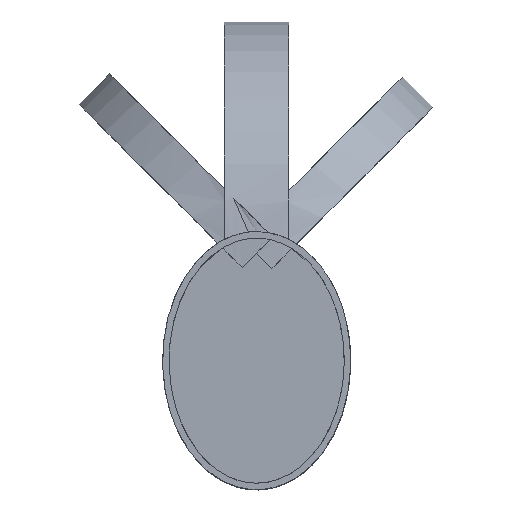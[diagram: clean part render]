
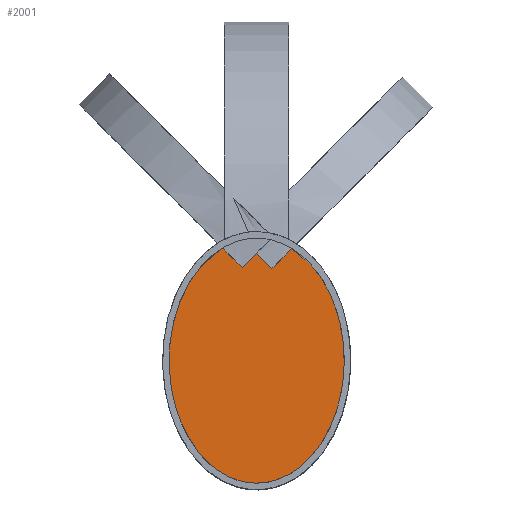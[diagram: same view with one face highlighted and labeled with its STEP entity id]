
A CAD part, left-side view. The second image highlights one B-rep face of the part: STEP entity #2001.
In plain terms, the highlighted planar face has unit normal (-1, 0, 0).
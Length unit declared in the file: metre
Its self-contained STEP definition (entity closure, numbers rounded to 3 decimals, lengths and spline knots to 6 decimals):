
#31=B_SPLINE_CURVE_WITH_KNOTS('',3,(#3459,#3460,#3461,#3462,#3463,#3464,
#3465,#3466,#3467,#3468,#3469,#3470,#3471,#3472,#3473,#3474,#3475,#3476,
#3477,#3478,#3479,#3480,#3481,#3482,#3483,#3484,#3485,#3486,#3487,#3488,
#3489,#3490,#3491,#3492,#3493,#3494,#3495,#3496,#3497,#3498,#3499,#3500,
#3501,#3502),.UNSPECIFIED.,.F.,.F.,(4,1,1,1,1,1,1,1,1,1,1,1,1,1,1,1,1,1,
1,1,1,1,1,1,1,1,1,1,1,1,1,1,1,1,1,1,1,1,1,1,1,4),(0.004296,0.011816,
0.015575,0.019335,0.026854,0.030614,
0.034373,0.041892,0.049412,0.056931,
0.06445,0.071969,0.079488,0.087008,
0.090767,0.094527,0.098286,0.102046,
0.105806,0.109565,0.117084,0.120844,
0.124604,0.128363,0.132123,0.139642,
0.143402,0.147161,0.15468,0.1622,
0.169719,0.177238,0.184757,0.192276,
0.199796,0.207315,0.214834,0.222353,0.226113,
0.229872,0.237392,0.244911),.UNSPECIFIED.);
#431=ORIENTED_EDGE('',*,*,#947,.T.);
#432=ORIENTED_EDGE('',*,*,#948,.T.);
#433=ORIENTED_EDGE('',*,*,#906,.T.);
#434=ORIENTED_EDGE('',*,*,#949,.F.);
#435=ORIENTED_EDGE('',*,*,#898,.F.);
#898=EDGE_CURVE('',#1178,#1179,#31,.T.);
#906=EDGE_CURVE('',#1183,#1185,#1333,.T.);
#947=EDGE_CURVE('',#1178,#1211,#1354,.T.);
#948=EDGE_CURVE('',#1211,#1183,#1355,.T.);
#949=EDGE_CURVE('',#1179,#1185,#1356,.T.);
#1178=VERTEX_POINT('',#3458);
#1179=VERTEX_POINT('',#3503);
#1183=VERTEX_POINT('',#3518);
#1185=VERTEX_POINT('',#3523);
#1211=VERTEX_POINT('',#3667);
#1333=LINE('',#3524,#1511);
#1354=LINE('',#3666,#1532);
#1355=LINE('',#3668,#1533);
#1356=LINE('',#3669,#1534);
#1511=VECTOR('',#2522,1.);
#1532=VECTOR('',#2591,1.);
#1533=VECTOR('',#2592,1.);
#1534=VECTOR('',#2593,1.);
#1674=EDGE_LOOP('',(#431,#432,#433,#434,#435));
#1803=FACE_BOUND('',#1674,.T.);
#1903=PLANE('',#2192);
#2001=ADVANCED_FACE('',(#1803),#1903,.F.);
#2192=AXIS2_PLACEMENT_3D('',#3665,#2589,#2590);
#2522=DIRECTION('',(0.,0.707,-0.707));
#2589=DIRECTION('',(1.,0.,0.));
#2590=DIRECTION('',(0.,1.,0.));
#2591=DIRECTION('',(0.,0.707,-0.707));
#2592=DIRECTION('',(0.,0.707,0.707));
#2593=DIRECTION('',(0.,-0.707,-0.707));
#3458=CARTESIAN_POINT('',(-0.083705,-0.0144,0.001955));
#3459=CARTESIAN_POINT('',(-0.083705,-0.0144,0.001955));
#3460=CARTESIAN_POINT('',(-0.083705,-0.016538,0.000637));
#3461=CARTESIAN_POINT('',(-0.083705,-0.019494,-0.0017));
#3462=CARTESIAN_POINT('',(-0.083705,-0.02299,-0.005425));
#3463=CARTESIAN_POINT('',(-0.083705,-0.026087,-0.009386));
#3464=CARTESIAN_POINT('',(-0.083705,-0.028689,-0.013699));
#3465=CARTESIAN_POINT('',(-0.083705,-0.030841,-0.018311));
#3466=CARTESIAN_POINT('',(-0.083705,-0.032659,-0.023));
#3467=CARTESIAN_POINT('',(-0.083705,-0.034372,-0.029017));
#3468=CARTESIAN_POINT('',(-0.083705,-0.035602,-0.036516));
#3469=CARTESIAN_POINT('',(-0.083705,-0.035994,-0.044078));
#3470=CARTESIAN_POINT('',(-0.083705,-0.035581,-0.051577));
#3471=CARTESIAN_POINT('',(-0.083705,-0.034328,-0.059101));
#3472=CARTESIAN_POINT('',(-0.083705,-0.032235,-0.066343));
#3473=CARTESIAN_POINT('',(-0.083705,-0.029766,-0.07211));
#3474=CARTESIAN_POINT('',(-0.083705,-0.027275,-0.076554));
#3475=CARTESIAN_POINT('',(-0.083705,-0.025178,-0.079702));
#3476=CARTESIAN_POINT('',(-0.083705,-0.022838,-0.08266));
#3477=CARTESIAN_POINT('',(-0.083705,-0.020226,-0.085417));
#3478=CARTESIAN_POINT('',(-0.083705,-0.017331,-0.087917));
#3479=CARTESIAN_POINT('',(-0.083705,-0.013194,-0.090775));
#3480=CARTESIAN_POINT('',(-0.083705,-0.008501,-0.092893));
#3481=CARTESIAN_POINT('',(-0.083705,-0.00357,-0.093959));
#3482=CARTESIAN_POINT('',(-0.083705,0.000273,-0.094209));
#3483=CARTESIAN_POINT('',(-0.083705,0.004026,-0.093889));
#3484=CARTESIAN_POINT('',(-0.083705,0.009012,-0.092717));
#3485=CARTESIAN_POINT('',(-0.083705,0.013615,-0.090538));
#3486=CARTESIAN_POINT('',(-0.083705,0.017759,-0.08758));
#3487=CARTESIAN_POINT('',(-0.083705,0.021512,-0.084244));
#3488=CARTESIAN_POINT('',(-0.083705,0.025627,-0.079341));
#3489=CARTESIAN_POINT('',(-0.083705,0.029464,-0.072878));
#3490=CARTESIAN_POINT('',(-0.083705,0.032415,-0.065847));
#3491=CARTESIAN_POINT('',(-0.083705,0.034441,-0.058571));
#3492=CARTESIAN_POINT('',(-0.083705,0.035624,-0.051166));
#3493=CARTESIAN_POINT('',(-0.083705,0.035996,-0.043555));
#3494=CARTESIAN_POINT('',(-0.083705,0.035543,-0.036029));
#3495=CARTESIAN_POINT('',(-0.083705,0.034287,-0.028633));
#3496=CARTESIAN_POINT('',(-0.083705,0.032147,-0.021307));
#3497=CARTESIAN_POINT('',(-0.083705,0.029638,-0.015543));
#3498=CARTESIAN_POINT('',(-0.083705,0.027161,-0.011172));
#3499=CARTESIAN_POINT('',(-0.083705,0.024319,-0.006949));
#3500=CARTESIAN_POINT('',(-0.083705,0.020181,-0.002193));
#3501=CARTESIAN_POINT('',(-0.083705,0.016125,0.000937));
#3502=CARTESIAN_POINT('',(-0.083705,0.013945,0.002231));
#3503=CARTESIAN_POINT('',(-0.083705,0.013945,0.002231));
#3518=CARTESIAN_POINT('',(-0.083705,0.,0.));
#3523=CARTESIAN_POINT('',(-0.083705,0.005857,-0.005857));
#3524=CARTESIAN_POINT('',(-0.083705,0.021978,-0.021978));
#3665=CARTESIAN_POINT('',(-0.083705,0.,-0.043955));
#3666=CARTESIAN_POINT('',(-0.083705,0.015755,-0.0282));
#3667=CARTESIAN_POINT('',(-0.083705,-0.006223,-0.006223));
#3668=CARTESIAN_POINT('',(-0.083705,-0.021978,-0.021978));
#3669=CARTESIAN_POINT('',(-0.083705,-0.01612,-0.027835));
